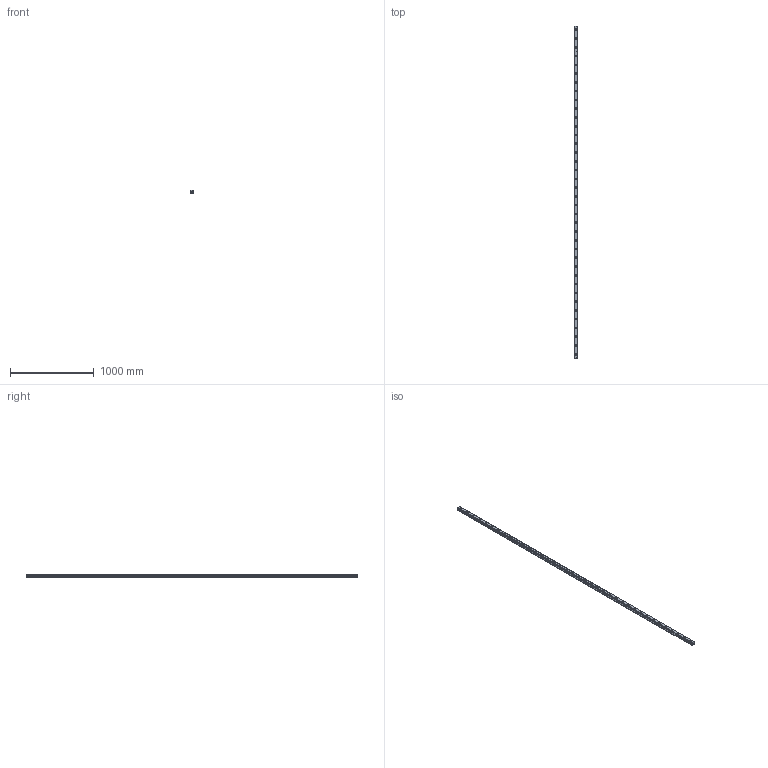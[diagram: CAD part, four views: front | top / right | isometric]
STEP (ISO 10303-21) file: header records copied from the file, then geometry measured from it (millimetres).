
FILE_DESCRIPTION(('STEP AP214'),'1');
FILE_NAME('cctmp_2FB0D964-4FAC-4D75-B64E-360344C4D4BC_2020_11_3_11_10_1_352..stp','2020-11-03T10:10:01',('HIWIN GmbH'),('CADClick - www.CADClick.com'),'Spatial InterOp 3D',' ','unknown authorization');
FILE_SCHEMA(('AUTOMOTIVE_DESIGN'));
Length unit declared in the file: millimetre
Products named in the file (3): HGR45R3975C_FILE
Assembly tree (2 placements, depth 2):
  (unnamed)
    HGR45R3975C_FILE
    HGR45R3975C_FILE
Bounding box: 45 x 3975 x 38 mm (x, y, z)
Volume: 5345996.2 mm3; surface area: 773134.4 mm2
Topology: 2 solids, 2 shells, 536 faces, 1230 edges, 820 vertices
Faces by surface type: plane 300, cylinder 236
Entity records: 19634 total; most frequent: DIRECTION 2780, CARTESIAN_POINT 2589, ORIENTED_EDGE 2460, EDGE_CURVE 1230, AXIS2_PLACEMENT_3D 1011, VERTEX_POINT 820, LINE 758, VECTOR 758
